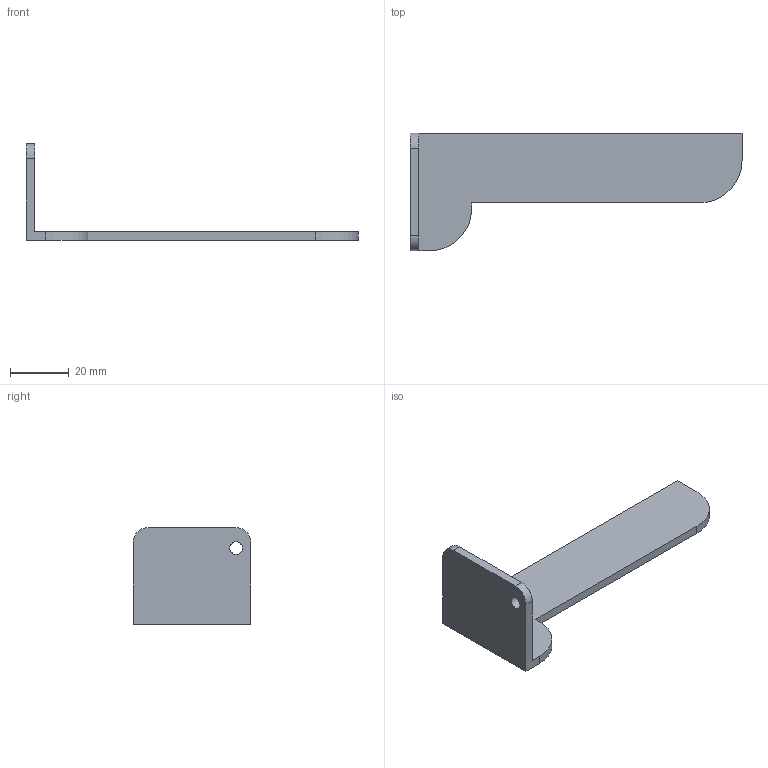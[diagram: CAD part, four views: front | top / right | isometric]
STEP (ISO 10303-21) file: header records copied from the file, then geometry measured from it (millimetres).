
FILE_DESCRIPTION(/* description */ (''),/* implementation_level */ '2;1');
FILE_NAME(/* name */ 'PowerSupplyCover.step',/* time_stamp */ '2023-02-01T14:00:26+08:00',/* author */ (''),/* organization */ (''),/* preprocessor_version */ 'ST-DEVELOPER v19.2',/* originating_system */ 'Autodesk Translation Framework v11.17.0.187',/* authorisation */ '');
FILE_SCHEMA (('AUTOMOTIVE_DESIGN { 1 0 10303 214 3 1 1 }'));
Length unit declared in the file: millimetre
Products named in the file (1): (Unsaved)
Bounding box: 113 x 40 x 33 mm (x, y, z)
Volume: 12309.4 mm3; surface area: 9294.7 mm2
Topology: 1 solids, 1 shells, 15 faces, 39 edges, 26 vertices
Faces by surface type: plane 10, cylinder 5
Full cylindrical faces by diameter (mm): 4.3 x1
Entity records: 500 total; most frequent: DIRECTION 81, CARTESIAN_POINT 81, ORIENTED_EDGE 78, EDGE_CURVE 39, LINE 29, VECTOR 29, VERTEX_POINT 26, AXIS2_PLACEMENT_3D 26
